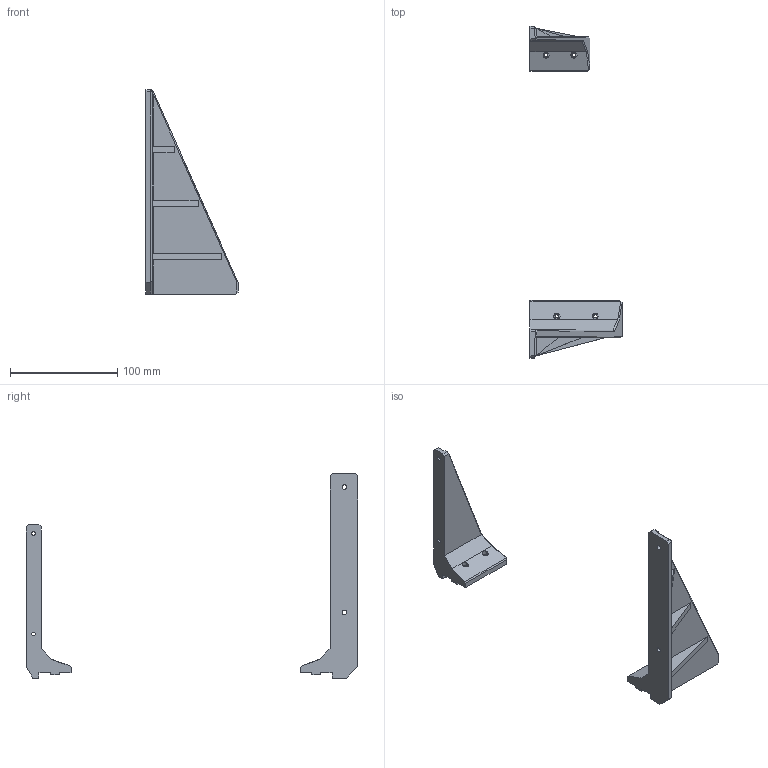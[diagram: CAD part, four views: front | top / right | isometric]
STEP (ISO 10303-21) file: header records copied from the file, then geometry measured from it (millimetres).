
FILE_DESCRIPTION(/* description */ (''),/* implementation_level */ '2;1');
FILE_NAME(/* name */ 'Einsy Frame Brace_v4.step',/* time_stamp */ '2020-09-23T18:00:51-07:00',/* author */ (''),/* organization */ (''),/* preprocessor_version */ 'ST-DEVELOPER v18.1',/* originating_system */ 'Autodesk Translation Framework v9.3.0.1241',/* authorisation */ '');
FILE_SCHEMA (('AUTOMOTIVE_DESIGN { 1 0 10303 214 3 1 1 }'));
Length unit declared in the file: millimetre
Products named in the file (1): Einsy Frame Brace
Bounding box: 86 x 310 x 191 mm (x, y, z)
Volume: 167166.7 mm3; surface area: 53224.1 mm2
Topology: 2 solids, 2 shells, 168 faces, 446 edges, 290 vertices
Faces by surface type: plane 154, cylinder 14
Full cylindrical faces by diameter (mm): 3.4 x2, 4.4 x2
Entity records: 5166 total; most frequent: CARTESIAN_POINT 905, ORIENTED_EDGE 892, DIRECTION 812, EDGE_CURVE 446, LINE 418, VECTOR 418, VERTEX_POINT 290, AXIS2_PLACEMENT_3D 197
